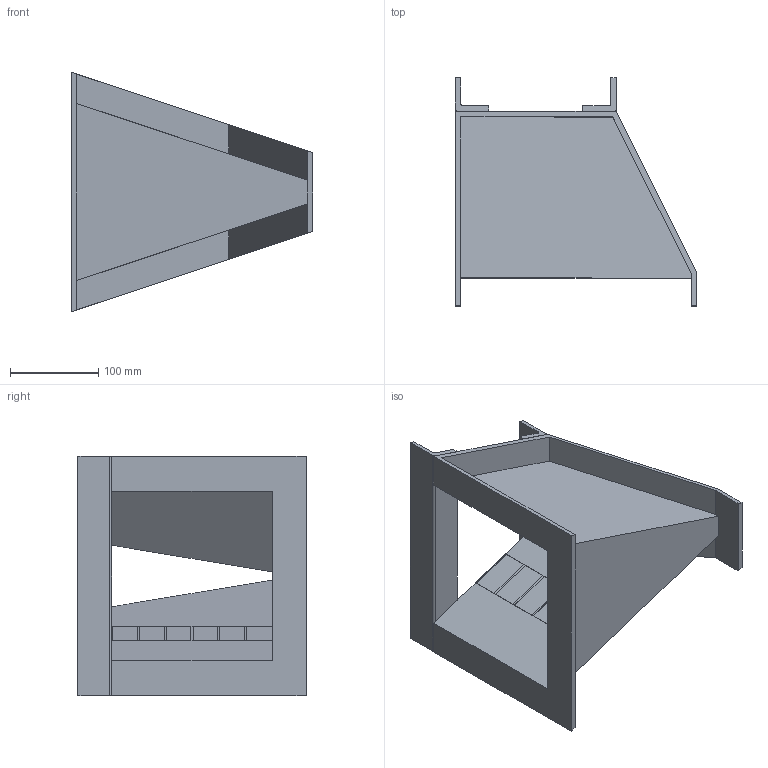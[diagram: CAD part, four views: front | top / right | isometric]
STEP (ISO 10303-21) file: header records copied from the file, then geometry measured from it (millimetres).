
FILE_DESCRIPTION (( 'STEP AP214' ), '1' );
FILE_NAME ('0.6HS Flume Assem1 no options.STEP', '2020-09-09T13:39:15', ( '' ), ( '' ), 'SwSTEP 2.0', 'SolidWorks 2020', '' );
FILE_SCHEMA (( 'AUTOMOTIVE_DESIGN' ));
Length unit declared in the file: inch
Products named in the file (3): HS Flume_0.60'' HS FLUME; 0.6HS Flume Assem1 no options; Parshall Staff Gauge_English Staff Gauge - .6ft
Assembly tree (2 placements, depth 2):
  0.6HS Flume Assem1 no options
    HS Flume_0.60'' HS FLUME
    Parshall Staff Gauge_English Staff Gauge - .6ft
Bounding box: 274.32 x 259.08 x 272.35 mm (x, y, z)
Volume: 1263721.9 mm3; surface area: 433131.1 mm2
Topology: 4 solids, 4 shells, 70 faces, 184 edges, 122 vertices
Faces by surface type: plane 66, cylinder 4
Entity records: 2726 total; most frequent: CARTESIAN_POINT 405, ORIENTED_EDGE 368, DIRECTION 326, EDGE_CURVE 184, LINE 176, VECTOR 176, VERTEX_POINT 122, AXIS2_PLACEMENT_3D 75
